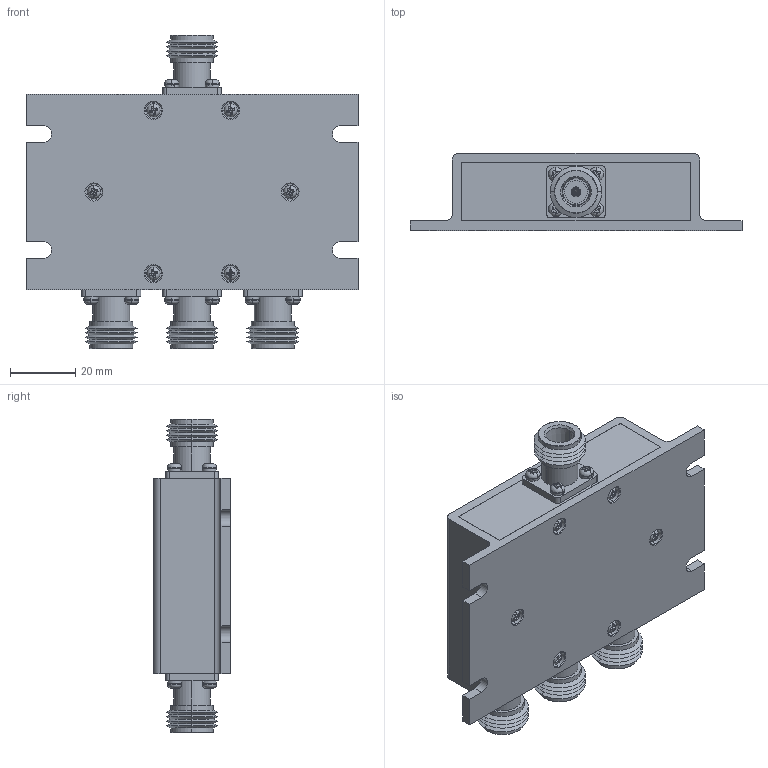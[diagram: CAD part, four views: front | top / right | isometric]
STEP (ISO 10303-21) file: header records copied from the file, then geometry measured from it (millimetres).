
FILE_DESCRIPTION (( 'STEP AP214' ), '1' );
FILE_NAME ('SCW03N.STEP', '2016-04-12T13:08:36', ( 'L-Com' ), ( 'L-Com Global Connectivity' ), 'SwSTEP 2.0', 'SolidWorks 2014', '' );
FILE_SCHEMA (( 'AUTOMOTIVE_DESIGN' ));
Length unit declared in the file: inch
Products named in the file (3): SCW03N_NF CON; SCW03N_BODY; SCW03N
Assembly tree (5 placements, depth 2):
  SCW03N
    SCW03N_BODY
    SCW03N_NF CON  x4
Bounding box: 101.6 x 23.52 x 95.91 mm (x, y, z)
Volume: 119156.3 mm3; surface area: 27952.9 mm2
Topology: 5 solids, 5 shells, 958 faces, 2452 edges, 1572 vertices
Faces by surface type: plane 518, cylinder 264, cone 132, torus 44
Entity records: 15444 total; most frequent: CARTESIAN_POINT 2566, ORIENTED_EDGE 2068, DIRECTION 2024, EDGE_CURVE 1034, AXIS2_PLACEMENT_3D 711, VERTEX_POINT 669, VECTOR 602, LINE 602
